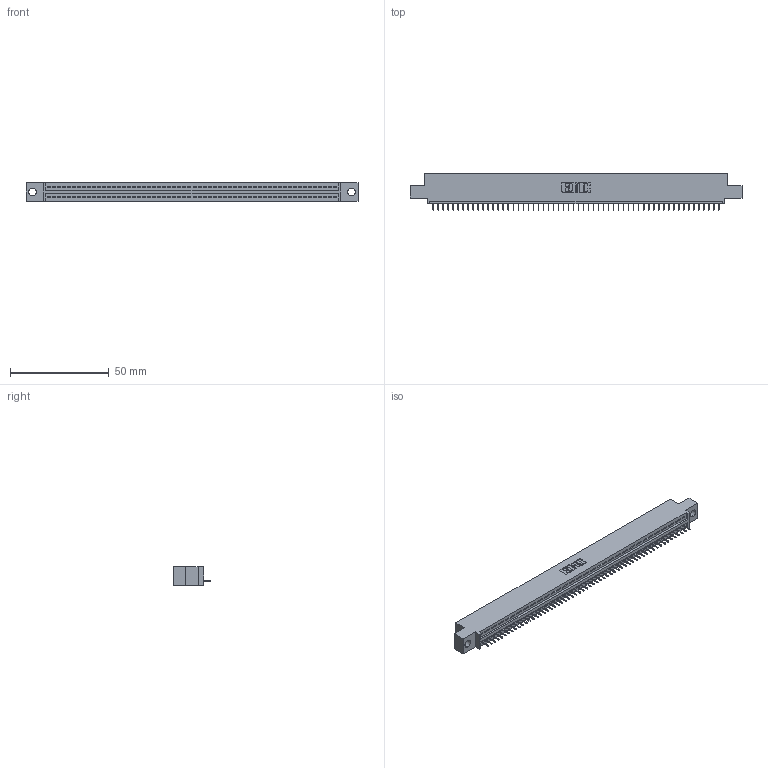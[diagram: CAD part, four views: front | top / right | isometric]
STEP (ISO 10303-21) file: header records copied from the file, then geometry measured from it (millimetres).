
FILE_DESCRIPTION (( 'STEP AP203' ), '1' );
FILE_NAME ('845-058-525-404.STEP', '2020-09-23T14:01:59', ( '' ), ( '' ), 'SwSTEP 2.0', 'SolidWorks 2020', '' );
FILE_SCHEMA (( 'CONFIG_CONTROL_DESIGN' ));
Length unit declared in the file: inch
Products named in the file (3): 345-292-001_345-293-125; 845-058-525-404; 845 Part_0.110 Offset - 0.156 Dia-TH
Assembly tree (59 placements, depth 2):
  845-058-525-404
    845 Part_0.110 Offset - 0.156 Dia-TH
    345-292-001_345-293-125  x58
Bounding box: 168.53 x 18.72 x 9.4 mm (x, y, z)
Volume: 15740.1 mm3; surface area: 20235.6 mm2
Topology: 59 solids, 59 shells, 3726 faces, 10793 edges, 6962 vertices
Faces by surface type: plane 2752, cylinder 974
Entity records: 41707 total; most frequent: CARTESIAN_POINT 7230, ORIENTED_EDGE 7222, DIRECTION 6291, EDGE_CURVE 3611, VECTOR 3251, LINE 3251, VERTEX_POINT 2402, AXIS2_PLACEMENT_3D 1520
